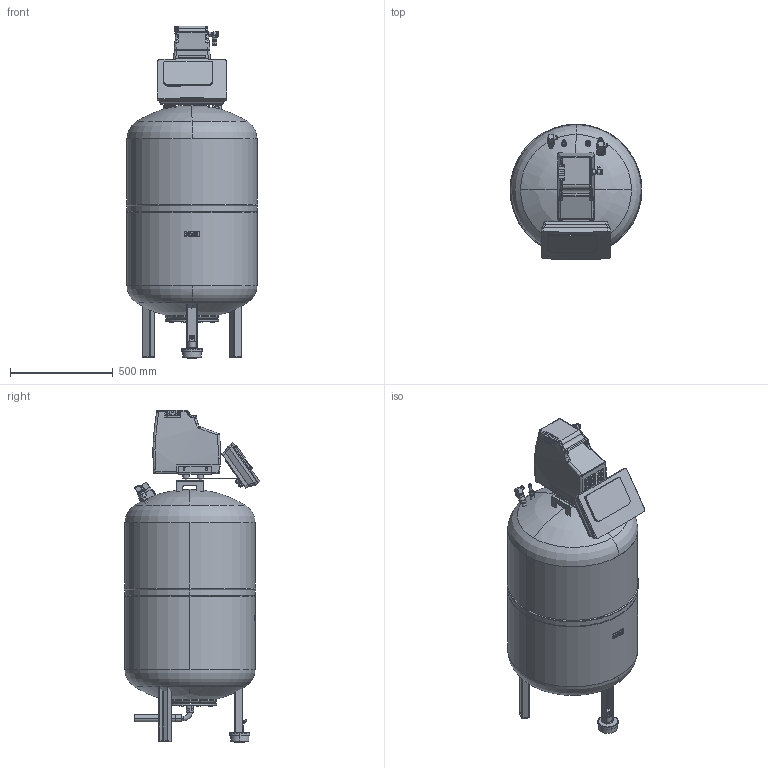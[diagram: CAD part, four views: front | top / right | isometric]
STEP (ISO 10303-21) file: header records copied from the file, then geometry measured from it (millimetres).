
FILE_DESCRIPTION(('CATIA V5 STEP Exchange'),'2;1');
FILE_NAME('Reflexomat_RS_90_1_RG300_MK2.stp','2014-05-30T12:49:13+00:00',('none'),('none'),'CATIA Version 5 Release 19 SP 9 (IN-10)','CATIA V5 STEP AP214','none');
FILE_SCHEMA(('AUTOMOTIVE_DESIGN { 1 0 10303 214 1 1 1 1 }'));
Length unit declared in the file: millimetre
Products named in the file (1): Product
Bounding box: 642.8 x 662.54 x 1618 mm (x, y, z)
Volume: 315078750.4 mm3; surface area: 5375131.4 mm2
Topology: 41 solids, 41 shells, 2877 faces, 7716 edges, 5058 vertices
Faces by surface type: plane 1967, cylinder 548, bspline 231, torus 63, cone 42, sphere 26
Entity records: 94721 total; most frequent: CARTESIAN_POINT 25811, ORIENTED_EDGE 15392, DIRECTION 11909, EDGE_CURVE 7696, VECTOR 5389, LINE 5389, VERTEX_POINT 5057, AXIS2_PLACEMENT_3D 3880
